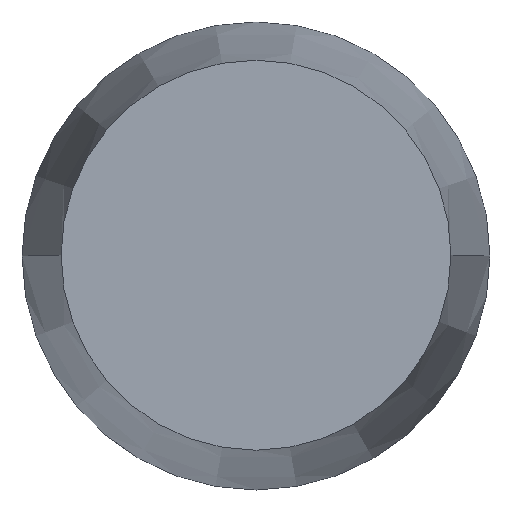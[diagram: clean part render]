
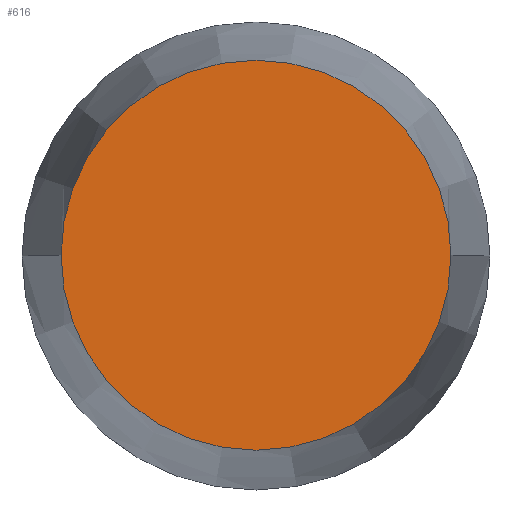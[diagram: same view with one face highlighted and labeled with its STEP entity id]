
A CAD part, top view. The second image highlights one B-rep face of the part: STEP entity #616.
In plain terms, the highlighted planar face has unit normal (0, 0, 1).
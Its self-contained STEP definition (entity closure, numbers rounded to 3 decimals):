
#28 = ORIENTED_EDGE ( 'NONE', *, *, #356, .F. ) ;
#129 = VERTEX_POINT ( 'NONE', #323 ) ;
#196 = CARTESIAN_POINT ( 'NONE',  ( 0., 0., 17.5 ) ) ;
#207 = CARTESIAN_POINT ( 'NONE',  ( -5., 0., 17.5 ) ) ;
#305 = AXIS2_PLACEMENT_3D ( 'NONE', #196, #626, #321 ) ;
#321 = DIRECTION ( 'NONE',  ( -1., 0., 0. ) ) ;
#323 = CARTESIAN_POINT ( 'NONE',  ( 5., 0., 17.5 ) ) ;
#326 = PLANE ( 'NONE',  #403 ) ;
#339 = DIRECTION ( 'NONE',  ( 1., 0., 0. ) ) ;
#356 = EDGE_CURVE ( 'NONE', #496, #129, #586, .T. ) ;
#357 = ORIENTED_EDGE ( 'NONE', *, *, #537, .F. ) ;
#364 = AXIS2_PLACEMENT_3D ( 'NONE', #734, #380, #621 ) ;
#380 = DIRECTION ( 'NONE',  ( 0., 0., -1. ) ) ;
#397 = FACE_OUTER_BOUND ( 'NONE', #438, .T. ) ;
#403 = AXIS2_PLACEMENT_3D ( 'NONE', #514, #697, #339 ) ;
#434 = CIRCLE ( 'NONE', #305, 5. ) ;
#438 = EDGE_LOOP ( 'NONE', ( #28, #357 ) ) ;
#496 = VERTEX_POINT ( 'NONE', #207 ) ;
#514 = CARTESIAN_POINT ( 'NONE',  ( -5.06, -5.06, 17.5 ) ) ;
#537 = EDGE_CURVE ( 'NONE', #129, #496, #434, .T. ) ;
#586 = CIRCLE ( 'NONE', #364, 5. ) ;
#616 = ADVANCED_FACE ( 'NONE', ( #397 ), #326, .T. ) ;
#621 = DIRECTION ( 'NONE',  ( -1., 0., 0. ) ) ;
#626 = DIRECTION ( 'NONE',  ( 0., 0., -1. ) ) ;
#697 = DIRECTION ( 'NONE',  ( 0., 0., 1. ) ) ;
#734 = CARTESIAN_POINT ( 'NONE',  ( 0., 0., 17.5 ) ) ;
